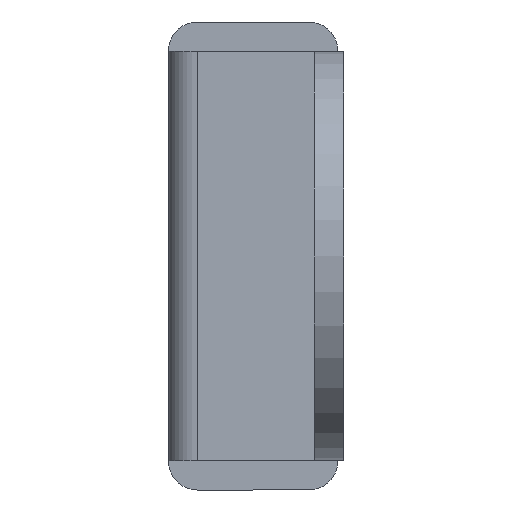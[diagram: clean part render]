
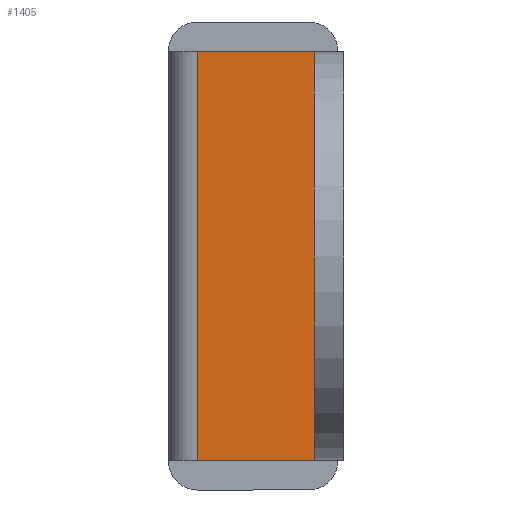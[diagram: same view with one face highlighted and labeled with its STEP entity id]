
A CAD part, left-side view. The second image highlights one B-rep face of the part: STEP entity #1405.
In plain terms, the highlighted planar face has unit normal (-1, 0, 0).
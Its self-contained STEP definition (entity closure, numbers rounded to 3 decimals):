
#6 = VECTOR ( 'NONE', #1915, 1000. ) ;
#16 = VECTOR ( 'NONE', #1602, 1000. ) ;
#58 = AXIS2_PLACEMENT_3D ( 'NONE', #1677, #1678, #1727 ) ;
#112 = VECTOR ( 'NONE', #1892, 1000. ) ;
#202 = DIRECTION ( 'NONE',  ( 0., -1., 0. ) ) ;
#442 = CARTESIAN_POINT ( 'NONE',  ( -12., 1.5, -10.5 ) ) ;
#486 = LINE ( 'NONE', #1891, #112 ) ;
#530 = ORIENTED_EDGE ( 'NONE', *, *, #1370, .F. ) ;
#647 = ORIENTED_EDGE ( 'NONE', *, *, #1454, .T. ) ;
#648 = ORIENTED_EDGE ( 'NONE', *, *, #1520, .T. ) ;
#649 = ORIENTED_EDGE ( 'NONE', *, *, #1462, .F. ) ;
#785 = LINE ( 'NONE', #1914, #6 ) ;
#801 = FACE_OUTER_BOUND ( 'NONE', #1053, .T. ) ;
#851 = LINE ( 'NONE', #442, #1174 ) ;
#898 = LINE ( 'NONE', #1603, #16 ) ;
#959 = VERTEX_POINT ( 'NONE', #1788 ) ;
#993 = VERTEX_POINT ( 'NONE', #1793 ) ;
#1007 = VERTEX_POINT ( 'NONE', #1774 ) ;
#1053 = EDGE_LOOP ( 'NONE', ( #648, #530, #649, #647 ) ) ;
#1127 = VERTEX_POINT ( 'NONE', #1634 ) ;
#1174 = VECTOR ( 'NONE', #202, 1000. ) ;
#1370 = EDGE_CURVE ( 'NONE', #993, #959, #898, .T. ) ;
#1405 = ADVANCED_FACE ( 'NONE', ( #801 ), #1736, .F. ) ;
#1454 = EDGE_CURVE ( 'NONE', #1007, #1127, #486, .T. ) ;
#1462 = EDGE_CURVE ( 'NONE', #1007, #993, #785, .T. ) ;
#1520 = EDGE_CURVE ( 'NONE', #1127, #959, #851, .T. ) ;
#1602 = DIRECTION ( 'NONE',  ( 0., 0., -1. ) ) ;
#1603 = CARTESIAN_POINT ( 'NONE',  ( -12., 1.5, 10.5 ) ) ;
#1634 = CARTESIAN_POINT ( 'NONE',  ( -12., 7.5, -10.5 ) ) ;
#1677 = CARTESIAN_POINT ( 'NONE',  ( -12., 1.5, 10.5 ) ) ;
#1678 = DIRECTION ( 'NONE',  ( 1., 0., 0. ) ) ;
#1727 = DIRECTION ( 'NONE',  ( 0., 0., -1. ) ) ;
#1736 = PLANE ( 'NONE',  #58 ) ;
#1774 = CARTESIAN_POINT ( 'NONE',  ( -12., 7.5, 10.5 ) ) ;
#1788 = CARTESIAN_POINT ( 'NONE',  ( -12., 1.5, -10.5 ) ) ;
#1793 = CARTESIAN_POINT ( 'NONE',  ( -12., 1.5, 10.5 ) ) ;
#1891 = CARTESIAN_POINT ( 'NONE',  ( -12., 7.5, 10.5 ) ) ;
#1892 = DIRECTION ( 'NONE',  ( 0., 0., -1. ) ) ;
#1914 = CARTESIAN_POINT ( 'NONE',  ( -12., 1.5, 10.5 ) ) ;
#1915 = DIRECTION ( 'NONE',  ( 0., -1., 0. ) ) ;
